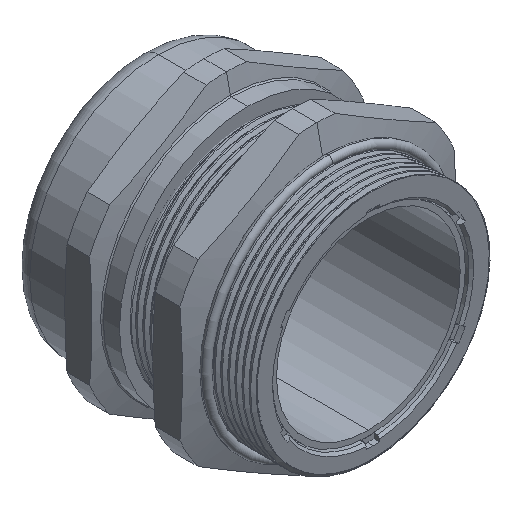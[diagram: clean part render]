
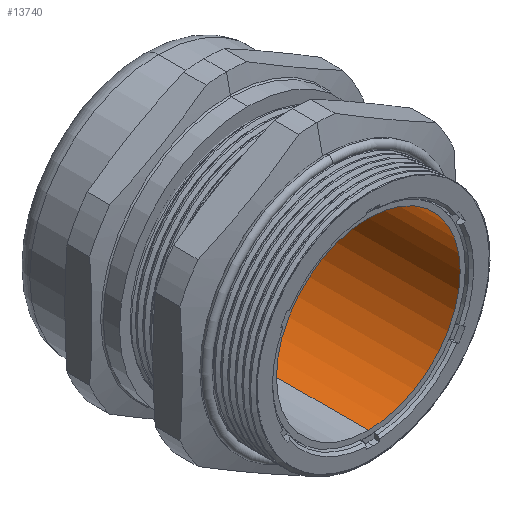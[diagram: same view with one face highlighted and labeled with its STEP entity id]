
A CAD part, isometric view. The second image highlights one B-rep face of the part: STEP entity #13740.
In plain terms, the highlighted cylindrical face has radius 19.45 mm (diameter 38.9 mm), a partial arc.
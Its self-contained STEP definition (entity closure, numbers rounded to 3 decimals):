
#1169 = CIRCLE ( 'NONE', #21443, 19.45 ) ;
#2282 = CARTESIAN_POINT ( 'NONE',  ( 0., 0., -19.45 ) ) ;
#2489 = ORIENTED_EDGE ( 'NONE', *, *, #2539, .F. ) ;
#2539 = EDGE_CURVE ( 'NONE', #20268, #16964, #19057, .T. ) ;
#3513 = DIRECTION ( 'NONE',  ( 0., -1., 0. ) ) ;
#4011 = FACE_OUTER_BOUND ( 'NONE', #18437, .T. ) ;
#4145 = DIRECTION ( 'NONE',  ( 0., -1., 0. ) ) ;
#4678 = CIRCLE ( 'NONE', #12058, 19.45 ) ;
#5442 = CARTESIAN_POINT ( 'NONE',  ( 0., 0., 0. ) ) ;
#5774 = VECTOR ( 'NONE', #17426, 1000. ) ;
#6051 = EDGE_CURVE ( 'NONE', #13077, #16964, #1169, .T. ) ;
#6713 = DIRECTION ( 'NONE',  ( 0., -1., 0. ) ) ;
#7252 = CYLINDRICAL_SURFACE ( 'NONE', #17684, 19.45 ) ;
#7838 = ORIENTED_EDGE ( 'NONE', *, *, #6051, .T. ) ;
#8901 = DIRECTION ( 'NONE',  ( 0., 0., -1. ) ) ;
#10394 = ORIENTED_EDGE ( 'NONE', *, *, #18543, .F. ) ;
#10724 = DIRECTION ( 'NONE',  ( 0., -1., 0. ) ) ;
#11062 = CARTESIAN_POINT ( 'NONE',  ( 0., 0., 0. ) ) ;
#11417 = DIRECTION ( 'NONE',  ( 0., 0., -1. ) ) ;
#11974 = EDGE_CURVE ( 'NONE', #21961, #13077, #21415, .T. ) ;
#12058 = AXIS2_PLACEMENT_3D ( 'NONE', #19952, #4145, #11417 ) ;
#13077 = VERTEX_POINT ( 'NONE', #16260 ) ;
#13740 = ADVANCED_FACE ( 'NONE', ( #4011 ), #7252, .F. ) ;
#13868 = CARTESIAN_POINT ( 'NONE',  ( 0., 0., -19.45 ) ) ;
#16260 = CARTESIAN_POINT ( 'NONE',  ( 0., 0., 19.45 ) ) ;
#16472 = ORIENTED_EDGE ( 'NONE', *, *, #11974, .T. ) ;
#16964 = VERTEX_POINT ( 'NONE', #2282 ) ;
#17426 = DIRECTION ( 'NONE',  ( 0., -1., 0. ) ) ;
#17684 = AXIS2_PLACEMENT_3D ( 'NONE', #11062, #10724, #18089 ) ;
#17740 = CARTESIAN_POINT ( 'NONE',  ( 0., 29.6, -19.45 ) ) ;
#18089 = DIRECTION ( 'NONE',  ( 0., 0., -1. ) ) ;
#18437 = EDGE_LOOP ( 'NONE', ( #10394, #16472, #7838, #2489 ) ) ;
#18543 = EDGE_CURVE ( 'NONE', #21961, #20268, #4678, .T. ) ;
#19057 = LINE ( 'NONE', #13868, #5774 ) ;
#19666 = CARTESIAN_POINT ( 'NONE',  ( 0., 0., 19.45 ) ) ;
#19952 = CARTESIAN_POINT ( 'NONE',  ( 0., 29.6, 0. ) ) ;
#20268 = VERTEX_POINT ( 'NONE', #17740 ) ;
#21289 = VECTOR ( 'NONE', #3513, 1000. ) ;
#21415 = LINE ( 'NONE', #19666, #21289 ) ;
#21443 = AXIS2_PLACEMENT_3D ( 'NONE', #5442, #6713, #8901 ) ;
#21961 = VERTEX_POINT ( 'NONE', #22608 ) ;
#22608 = CARTESIAN_POINT ( 'NONE',  ( 0., 29.6, 19.45 ) ) ;
